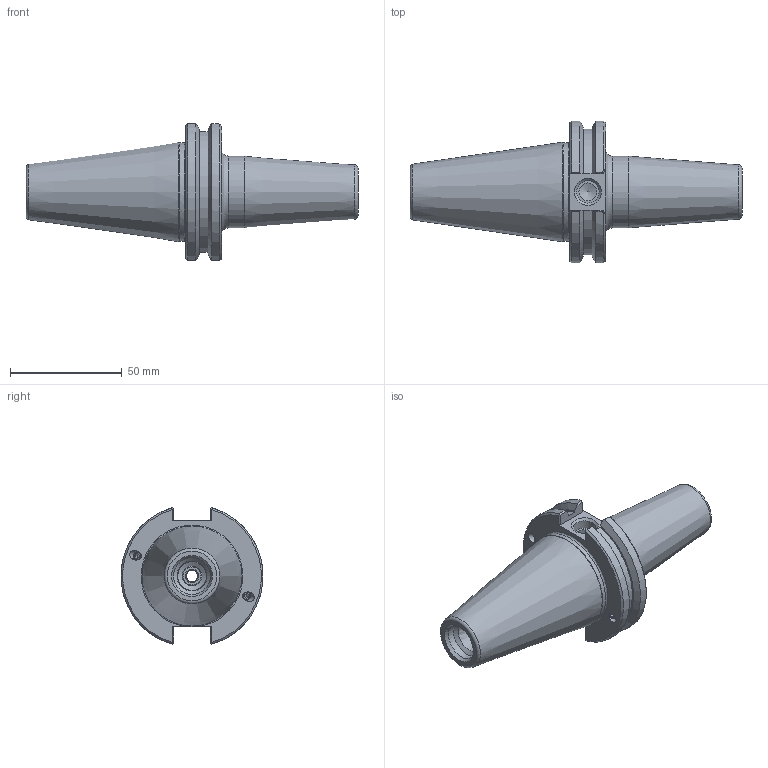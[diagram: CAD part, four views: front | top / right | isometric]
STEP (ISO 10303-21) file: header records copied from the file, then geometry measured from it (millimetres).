
FILE_DESCRIPTION((''),'2;1');
FILE_NAME('INT''C40-M12SF80-9.iam.step','2010-04-23T08:15:38',(''),(''),'Autodesk Inventor 2009','Autodesk Inventor 2009','');
FILE_SCHEMA(('AUTOMOTIVE_DESIGN { 1 0 10303 214 1 1 1 1 }'));
Products named in the file (4): C40-M12SF80-9; C40BC-M12SF80-9-1; 029-965; BS-SFM101-20
Assembly tree (6 placements, depth 2):
  C40-M12SF80-9
    C40BC-M12SF80-9-1
    029-965  x4
    BS-SFM101-20
Bounding box: 148.26 x 63.37 x 61.05 mm (x, y, z)
Volume: 135165.5 mm3; surface area: 29536 mm2
Topology: 6 solids, 6 shells, 172 faces, 399 edges, 257 vertices
Faces by surface type: plane 87, cone 33, cylinder 32, bspline 18, torus 2
Full cylindrical faces by diameter (mm): 3.3 x4, 4 x8, 4.1 x4, 4.2 x4, 11.975 x1, 12.737 x1, 32 x1, 43.942 x1
Entity records: 3895 total; most frequent: CARTESIAN_POINT 1089, DIRECTION 531, ORIENTED_EDGE 494, EDGE_CURVE 247, AXIS2_PLACEMENT_3D 213, EDGE_LOOP 187, VERTEX_POINT 180, FACE_OUTER_BOUND 124
